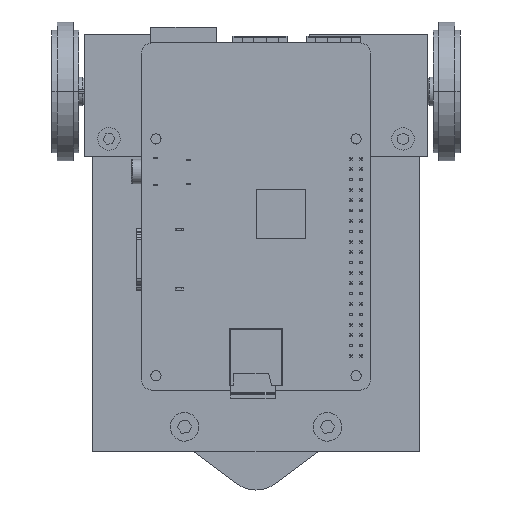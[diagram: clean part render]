
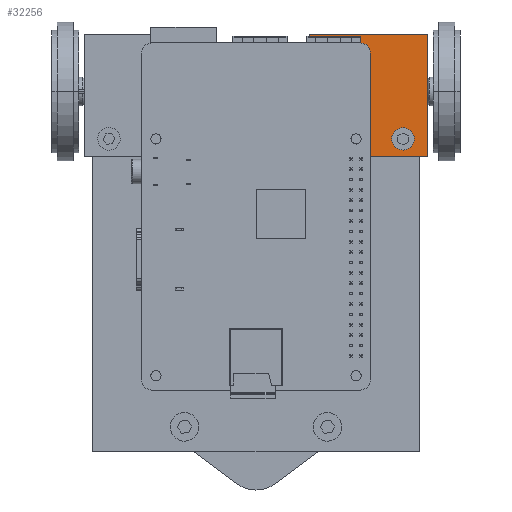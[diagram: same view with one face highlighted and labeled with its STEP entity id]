
A CAD part, front view. The second image highlights one B-rep face of the part: STEP entity #32256.
In plain terms, the highlighted planar face has unit normal (0, -1, 0).
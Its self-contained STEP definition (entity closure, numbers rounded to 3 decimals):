
#223 = CARTESIAN_POINT ( 'NONE',  ( 0., -9., 2. ) ) ;
#2152 = VERTEX_POINT ( 'NONE', #16283 ) ;
#2797 = FACE_BOUND ( 'NONE', #45326, .T. ) ;
#3930 = CARTESIAN_POINT ( 'NONE',  ( 11.625, -9., -12.273 ) ) ;
#4229 = EDGE_CURVE ( 'NONE', #44525, #4432, #41629, .T. ) ;
#4432 = VERTEX_POINT ( 'NONE', #6843 ) ;
#4617 = ORIENTED_EDGE ( 'NONE', *, *, #40169, .T. ) ;
#4652 = DIRECTION ( 'NONE',  ( 1., 0., 0. ) ) ;
#5048 = LINE ( 'NONE', #21103, #48842 ) ;
#6843 = CARTESIAN_POINT ( 'NONE',  ( 11.625, -9., -18.727 ) ) ;
#7303 = VERTEX_POINT ( 'NONE', #12823 ) ;
#7370 = FACE_OUTER_BOUND ( 'NONE', #13075, .T. ) ;
#9824 = CARTESIAN_POINT ( 'NONE',  ( 11.625, -9., -15.5 ) ) ;
#10261 = EDGE_CURVE ( 'NONE', #28207, #7303, #15805, .T. ) ;
#11684 = DIRECTION ( 'NONE',  ( 0., -1., 0. ) ) ;
#12049 = CARTESIAN_POINT ( 'NONE',  ( 11.625, -9., -15.5 ) ) ;
#12823 = CARTESIAN_POINT ( 'NONE',  ( 16., -9., 2. ) ) ;
#13075 = EDGE_LOOP ( 'NONE', ( #35581, #47047, #14745, #54920 ) ) ;
#13643 = DIRECTION ( 'NONE',  ( 0., 0., 1. ) ) ;
#14523 = AXIS2_PLACEMENT_3D ( 'NONE', #12049, #11684, #54338 ) ;
#14745 = ORIENTED_EDGE ( 'NONE', *, *, #34270, .F. ) ;
#15506 = VECTOR ( 'NONE', #36949, 1000. ) ;
#15805 = LINE ( 'NONE', #223, #34346 ) ;
#16088 = AXIS2_PLACEMENT_3D ( 'NONE', #52828, #22948, #40155 ) ;
#16283 = CARTESIAN_POINT ( 'NONE',  ( 10.025, -9., -4. ) ) ;
#16452 = VERTEX_POINT ( 'NONE', #29368 ) ;
#16849 = CARTESIAN_POINT ( 'NONE',  ( 16., -9., -27. ) ) ;
#17569 = DIRECTION ( 'NONE',  ( 0., 0., -1. ) ) ;
#18650 = LINE ( 'NONE', #48242, #48495 ) ;
#18859 = EDGE_CURVE ( 'NONE', #16452, #45214, #18650, .T. ) ;
#19261 = EDGE_CURVE ( 'NONE', #4432, #44525, #20616, .T. ) ;
#20616 = CIRCLE ( 'NONE', #14523, 3.227 ) ;
#21103 = CARTESIAN_POINT ( 'NONE',  ( 16., -9., 2. ) ) ;
#22948 = DIRECTION ( 'NONE',  ( 0., 1., 0. ) ) ;
#23607 = CARTESIAN_POINT ( 'NONE',  ( -13.875, -9., 2. ) ) ;
#25308 = DIRECTION ( 'NONE',  ( 0., 0., 1. ) ) ;
#27496 = CARTESIAN_POINT ( 'NONE',  ( 13.225, -9., -4. ) ) ;
#28207 = VERTEX_POINT ( 'NONE', #23607 ) ;
#29200 = CARTESIAN_POINT ( 'NONE',  ( 11.625, -9., -4. ) ) ;
#29368 = CARTESIAN_POINT ( 'NONE',  ( -13.875, -9., -27. ) ) ;
#29383 = ORIENTED_EDGE ( 'NONE', *, *, #4229, .F. ) ;
#30084 = LINE ( 'NONE', #36582, #15506 ) ;
#30631 = EDGE_CURVE ( 'NONE', #2152, #32833, #41394, .T. ) ;
#30966 = EDGE_CURVE ( 'NONE', #28207, #16452, #30084, .T. ) ;
#32256 = ADVANCED_FACE ( 'NONE', ( #2797, #46548, #7370 ), #39790, .F. ) ;
#32833 = VERTEX_POINT ( 'NONE', #27496 ) ;
#34270 = EDGE_CURVE ( 'NONE', #7303, #45214, #5048, .T. ) ;
#34346 = VECTOR ( 'NONE', #4652, 1000. ) ;
#34880 = DIRECTION ( 'NONE',  ( 0., 0., -1. ) ) ;
#34945 = CARTESIAN_POINT ( 'NONE',  ( 11.625, -9., -4. ) ) ;
#35478 = EDGE_LOOP ( 'NONE', ( #47157, #29383 ) ) ;
#35581 = ORIENTED_EDGE ( 'NONE', *, *, #30966, .T. ) ;
#36582 = CARTESIAN_POINT ( 'NONE',  ( -13.875, -9., 2. ) ) ;
#36949 = DIRECTION ( 'NONE',  ( 0., 0., -1. ) ) ;
#39198 = DIRECTION ( 'NONE',  ( 0., 1., 0. ) ) ;
#39311 = DIRECTION ( 'NONE',  ( 0., -1., 0. ) ) ;
#39790 = PLANE ( 'NONE',  #16088 ) ;
#40155 = DIRECTION ( 'NONE',  ( 0., 0., 1. ) ) ;
#40169 = EDGE_CURVE ( 'NONE', #32833, #2152, #46824, .T. ) ;
#41394 = CIRCLE ( 'NONE', #46954, 1.6 ) ;
#41629 = CIRCLE ( 'NONE', #46152, 3.227 ) ;
#43373 = AXIS2_PLACEMENT_3D ( 'NONE', #29200, #50713, #25308 ) ;
#43965 = DIRECTION ( 'NONE',  ( 1., 0., 0. ) ) ;
#44525 = VERTEX_POINT ( 'NONE', #3930 ) ;
#45214 = VERTEX_POINT ( 'NONE', #16849 ) ;
#45326 = EDGE_LOOP ( 'NONE', ( #45768, #4617 ) ) ;
#45768 = ORIENTED_EDGE ( 'NONE', *, *, #30631, .T. ) ;
#46152 = AXIS2_PLACEMENT_3D ( 'NONE', #9824, #39311, #34880 ) ;
#46548 = FACE_BOUND ( 'NONE', #35478, .T. ) ;
#46824 = CIRCLE ( 'NONE', #43373, 1.6 ) ;
#46954 = AXIS2_PLACEMENT_3D ( 'NONE', #34945, #39198, #13643 ) ;
#47047 = ORIENTED_EDGE ( 'NONE', *, *, #18859, .T. ) ;
#47157 = ORIENTED_EDGE ( 'NONE', *, *, #19261, .F. ) ;
#48242 = CARTESIAN_POINT ( 'NONE',  ( 0., -9., -27. ) ) ;
#48495 = VECTOR ( 'NONE', #43965, 1000. ) ;
#48842 = VECTOR ( 'NONE', #17569, 1000. ) ;
#50713 = DIRECTION ( 'NONE',  ( 0., 1., 0. ) ) ;
#52828 = CARTESIAN_POINT ( 'NONE',  ( 0., -9., 2. ) ) ;
#54338 = DIRECTION ( 'NONE',  ( 0., 0., -1. ) ) ;
#54920 = ORIENTED_EDGE ( 'NONE', *, *, #10261, .F. ) ;
